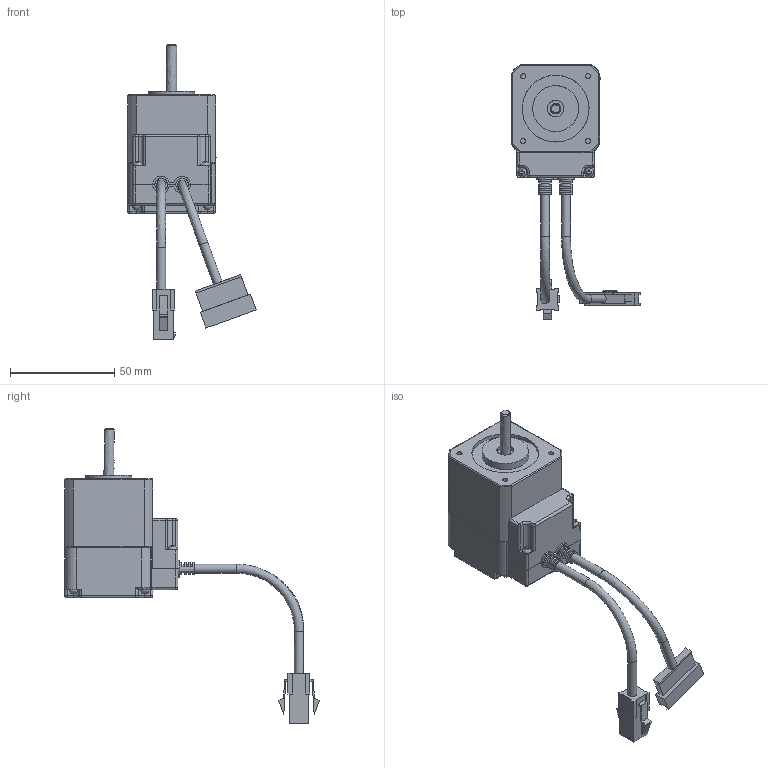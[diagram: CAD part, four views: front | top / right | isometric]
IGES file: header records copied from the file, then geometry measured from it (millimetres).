
Bounding box: 61.49 x 121.61 x 141 mm (x, y, z)
Volume: 78500.9 mm3; surface area: 37314 mm2
Topology: 13 solids, 13 shells, 722 faces, 1908 edges, 1329 vertices
Faces by surface type: bspline 722
